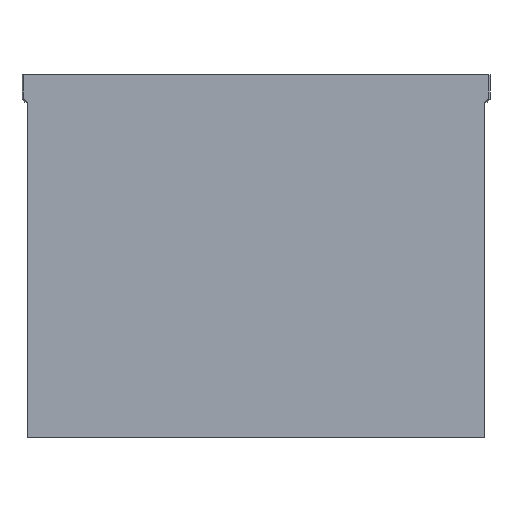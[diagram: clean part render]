
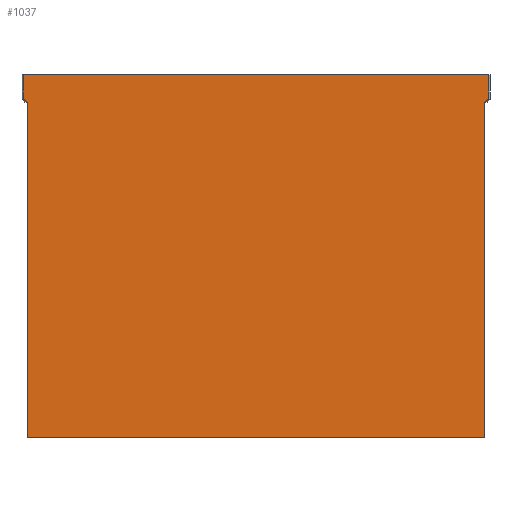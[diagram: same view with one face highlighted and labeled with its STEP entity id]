
A CAD part, front view. The second image highlights one B-rep face of the part: STEP entity #1037.
In plain terms, the highlighted planar face has unit normal (0, -1, 0).
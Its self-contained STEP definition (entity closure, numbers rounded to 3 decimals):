
#68 = LINE ( 'NONE', #2390, #2965 ) ;
#94 = CARTESIAN_POINT ( 'NONE',  ( 78.55, 0., 51.92 ) ) ;
#289 = VECTOR ( 'NONE', #1230, 1000. ) ;
#515 = AXIS2_PLACEMENT_3D ( 'NONE', #955, #5934, #3038 ) ;
#677 = CARTESIAN_POINT ( 'NONE',  ( 77.15, 0., -61.17 ) ) ;
#834 = ORIENTED_EDGE ( 'NONE', *, *, #2229, .T. ) ;
#955 = CARTESIAN_POINT ( 'NONE',  ( 0., 0., 0. ) ) ;
#1007 = LINE ( 'NONE', #677, #6023 ) ;
#1037 = ADVANCED_FACE ( 'NONE', ( #6223 ), #8802, .F. ) ;
#1060 = LINE ( 'NONE', #8545, #7546 ) ;
#1230 = DIRECTION ( 'NONE',  ( 0.816, 0., 0.577 ) ) ;
#1402 = DIRECTION ( 'NONE',  ( 0., 0., 1. ) ) ;
#2120 = EDGE_CURVE ( 'NONE', #5463, #8621, #4639, .T. ) ;
#2204 = CARTESIAN_POINT ( 'NONE',  ( 77.15, 0., 51.93 ) ) ;
#2229 = EDGE_CURVE ( 'NONE', #8615, #7993, #6324, .T. ) ;
#2245 = DIRECTION ( 'NONE',  ( 0., 0., -1. ) ) ;
#2390 = CARTESIAN_POINT ( 'NONE',  ( 77.15, 0., -61.17 ) ) ;
#2665 = CARTESIAN_POINT ( 'NONE',  ( -77.15, 0., -61.17 ) ) ;
#2965 = VECTOR ( 'NONE', #8831, 1000. ) ;
#3038 = DIRECTION ( 'NONE',  ( 0., 0., 1. ) ) ;
#3092 = CARTESIAN_POINT ( 'NONE',  ( -77.15, 0., 61.17 ) ) ;
#3129 = CARTESIAN_POINT ( 'NONE',  ( -78.55, 0., 61.17 ) ) ;
#3330 = CARTESIAN_POINT ( 'NONE',  ( -78.55, 0., 52.92 ) ) ;
#3427 = VECTOR ( 'NONE', #6983, 1000. ) ;
#3842 = CARTESIAN_POINT ( 'NONE',  ( 77.15, 0., -61.17 ) ) ;
#4181 = ORIENTED_EDGE ( 'NONE', *, *, #7043, .T. ) ;
#4244 = DIRECTION ( 'NONE',  ( -1., 0., 0. ) ) ;
#4245 = LINE ( 'NONE', #94, #7045 ) ;
#4254 = ORIENTED_EDGE ( 'NONE', *, *, #8107, .T. ) ;
#4278 = DIRECTION ( 'NONE',  ( 0.816, 0., -0.577 ) ) ;
#4310 = CARTESIAN_POINT ( 'NONE',  ( 78.55, 0., 52.92 ) ) ;
#4608 = EDGE_CURVE ( 'NONE', #6826, #6707, #1007, .T. ) ;
#4623 = DIRECTION ( 'NONE',  ( 1., 0., 0. ) ) ;
#4639 = LINE ( 'NONE', #3092, #7107 ) ;
#4872 = EDGE_LOOP ( 'NONE', ( #5357, #834, #8675, #9064, #4254, #4181, #7753, #6600 ) ) ;
#5261 = EDGE_CURVE ( 'NONE', #7993, #8621, #4245, .T. ) ;
#5357 = ORIENTED_EDGE ( 'NONE', *, *, #7153, .F. ) ;
#5463 = VERTEX_POINT ( 'NONE', #3129 ) ;
#5632 = VERTEX_POINT ( 'NONE', #7450 ) ;
#5934 = DIRECTION ( 'NONE',  ( 0., 1., 0. ) ) ;
#6023 = VECTOR ( 'NONE', #4244, 1000. ) ;
#6223 = FACE_OUTER_BOUND ( 'NONE', #4872, .T. ) ;
#6324 = LINE ( 'NONE', #6825, #289 ) ;
#6541 = CARTESIAN_POINT ( 'NONE',  ( -77.15, 0., -61.17 ) ) ;
#6600 = ORIENTED_EDGE ( 'NONE', *, *, #4608, .F. ) ;
#6707 = VERTEX_POINT ( 'NONE', #6541 ) ;
#6785 = LINE ( 'NONE', #2665, #3427 ) ;
#6825 = CARTESIAN_POINT ( 'NONE',  ( 51.424, 0., 33.739 ) ) ;
#6826 = VERTEX_POINT ( 'NONE', #3842 ) ;
#6910 = EDGE_CURVE ( 'NONE', #6707, #5632, #6785, .T. ) ;
#6983 = DIRECTION ( 'NONE',  ( 0., 0., 1. ) ) ;
#7043 = EDGE_CURVE ( 'NONE', #8416, #5632, #7695, .T. ) ;
#7045 = VECTOR ( 'NONE', #1402, 1000. ) ;
#7107 = VECTOR ( 'NONE', #4623, 1000. ) ;
#7153 = EDGE_CURVE ( 'NONE', #8615, #6826, #68, .T. ) ;
#7450 = CARTESIAN_POINT ( 'NONE',  ( -77.15, 0., 51.93 ) ) ;
#7546 = VECTOR ( 'NONE', #2245, 1000. ) ;
#7695 = LINE ( 'NONE', #8574, #9029 ) ;
#7753 = ORIENTED_EDGE ( 'NONE', *, *, #6910, .F. ) ;
#7928 = CARTESIAN_POINT ( 'NONE',  ( 78.55, 0., 61.17 ) ) ;
#7993 = VERTEX_POINT ( 'NONE', #4310 ) ;
#8107 = EDGE_CURVE ( 'NONE', #5463, #8416, #1060, .T. ) ;
#8416 = VERTEX_POINT ( 'NONE', #3330 ) ;
#8545 = CARTESIAN_POINT ( 'NONE',  ( -78.55, 0., 0. ) ) ;
#8574 = CARTESIAN_POINT ( 'NONE',  ( -78.55, 0., 52.92 ) ) ;
#8615 = VERTEX_POINT ( 'NONE', #2204 ) ;
#8621 = VERTEX_POINT ( 'NONE', #7928 ) ;
#8675 = ORIENTED_EDGE ( 'NONE', *, *, #5261, .T. ) ;
#8802 = PLANE ( 'NONE',  #515 ) ;
#8831 = DIRECTION ( 'NONE',  ( 0., 0., -1. ) ) ;
#9029 = VECTOR ( 'NONE', #4278, 1000. ) ;
#9064 = ORIENTED_EDGE ( 'NONE', *, *, #2120, .F. ) ;
